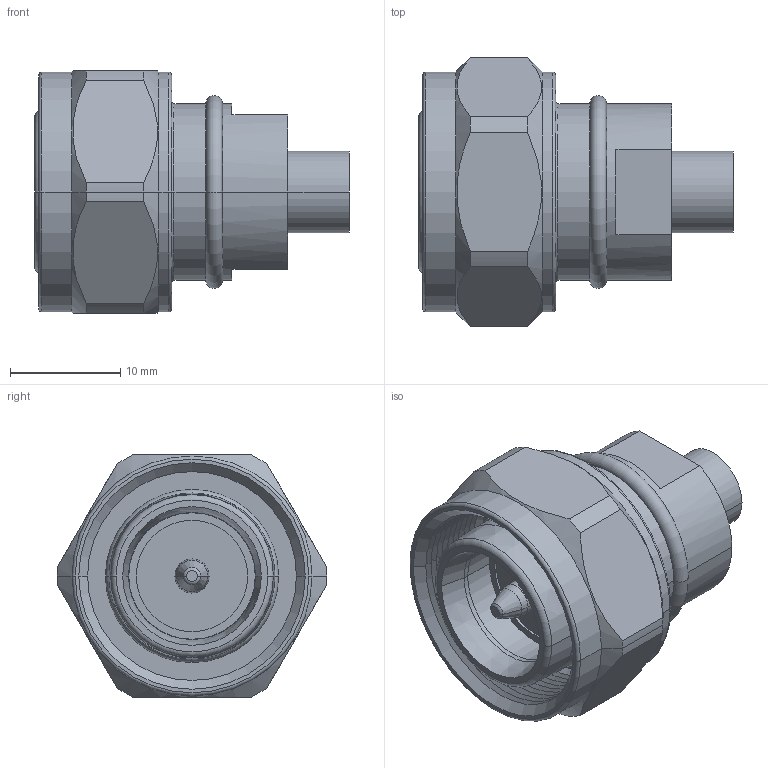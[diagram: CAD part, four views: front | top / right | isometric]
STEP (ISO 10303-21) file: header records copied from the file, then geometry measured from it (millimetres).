
FILE_DESCRIPTION (( 'STEP AP214' ), '1' );
FILE_NAME ('TC-250-4310M-LP-FM_3D.STEP', '2021-03-09T18:52:06', ( '' ), ( '' ), 'SwSTEP 2.0', 'SolidWorks 2020', '' );
FILE_SCHEMA (( 'AUTOMOTIVE_DESIGN' ));
Length unit declared in the file: inch
Products named in the file (2): TC-250-4310M-LP-FM_3D; TC-250-4310M-LP_body
Assembly tree (1 placements, depth 2):
  TC-250-4310M-LP-FM_3D
    TC-250-4310M-LP_body
Bounding box: 28.6 x 24.5 x 22 mm (x, y, z)
Volume: 5361.2 mm3; surface area: 4153 mm2
Topology: 1 solids, 1 shells, 127 faces, 269 edges, 154 vertices
Faces by surface type: cone 56, cylinder 33, plane 22, torus 16
Entity records: 3587 total; most frequent: CARTESIAN_POINT 702, DIRECTION 673, ORIENTED_EDGE 538, AXIS2_PLACEMENT_3D 285, EDGE_CURVE 269, CIRCLE 154, VERTEX_POINT 154, EDGE_LOOP 137
